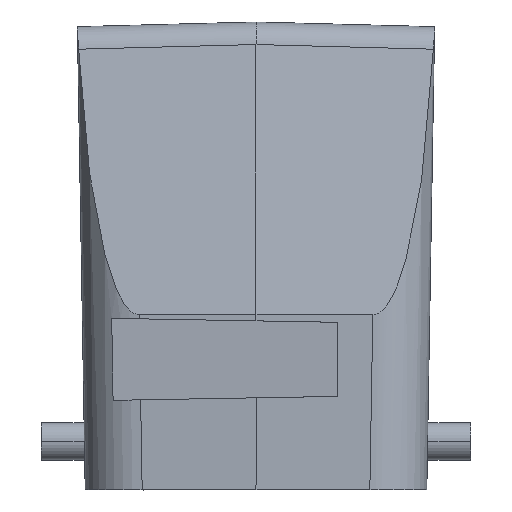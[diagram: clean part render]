
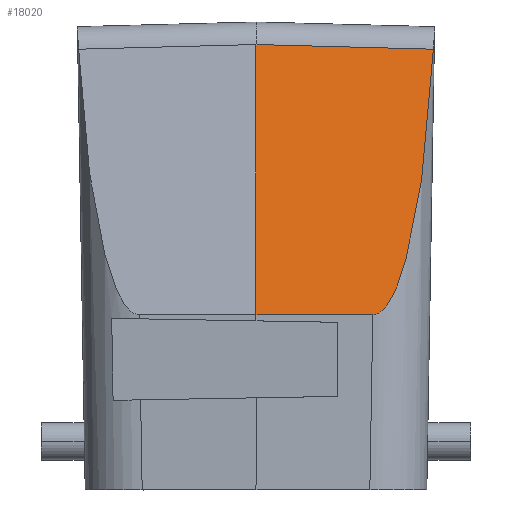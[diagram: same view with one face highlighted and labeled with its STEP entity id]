
A CAD part, front view. The second image highlights one B-rep face of the part: STEP entity #18020.
In plain terms, the highlighted face is planar.
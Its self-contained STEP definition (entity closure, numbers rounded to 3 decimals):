
#11680=CARTESIAN_POINT('',(54.163,-53.466,
14.462));
#11690=VERTEX_POINT('',#11680);
#11740=CARTESIAN_POINT('',(54.163,-53.466,
14.462));
#11750=CARTESIAN_POINT('',(54.161,-53.465,
14.549));
#11760=CARTESIAN_POINT('',(54.153,-53.483,
14.726));
#11770=CARTESIAN_POINT('',(54.124,-53.591,
15.089));
#11780=CARTESIAN_POINT('',(54.073,-53.824,
15.469));
#11790=CARTESIAN_POINT('',(54.001,-54.176,
15.851));
#11800=CARTESIAN_POINT('',(53.923,-54.566,
16.183));
#11810=CARTESIAN_POINT('',(53.832,-55.036,
16.511));
#11820=CARTESIAN_POINT('',(53.709,-55.674,
16.888));
#11830=CARTESIAN_POINT('',(53.505,-56.751,
17.418));
#11840=CARTESIAN_POINT('',(53.199,-58.391,
18.053));
#11850=CARTESIAN_POINT('',(52.793,-60.594,
18.729));
#11860=CARTESIAN_POINT('',(52.382,-62.841,
19.288));
#11870=CARTESIAN_POINT('',(51.847,-65.779,
19.911));
#11880=CARTESIAN_POINT('',(51.181,-69.458,
20.547));
#11890=CARTESIAN_POINT('',(50.379,-73.92,
21.144));
#11900=CARTESIAN_POINT('',(49.293,-79.985,
21.775));
#11910=CARTESIAN_POINT('',(48.495,-84.461,
22.079));
#11920=CARTESIAN_POINT('',(47.953,-87.513,
22.226));
#11930=B_SPLINE_CURVE_WITH_KNOTS('',3,(#11740,#11750,#11760,#11770,
#11780,#11790,#11800,#11810,#11820,#11830,#11840,#11850,#11860,#11870,
#11880,#11890,#11900,#11910,#11920),.UNSPECIFIED.,.F.,.F.,(4,1,1,1,1,1,1
,1,1,1,1,1,1,1,1,1,4),(0.,0.007,0.015,
0.031,0.044,0.058,0.074,
0.091,0.12,0.174,0.238,
0.312,0.368,0.49,0.625,
0.744,1.),.UNSPECIFIED.);
#11940=CARTESIAN_POINT('',(47.953,-87.513,
22.226));
#11950=VERTEX_POINT('',#11940);
#11960=EDGE_CURVE('',#11690,#11950,#11930,.T.);
#17720=CARTESIAN_POINT('',(54.107,-52.526,
22.797));
#17730=DIRECTION('',(0.984,-0.174,
0.026));
#17740=DIRECTION('',(-0.174,-0.985,
0.));
#17750=AXIS2_PLACEMENT_3D('',#17720,#17730,#17740);
#17760=PLANE('',#17750);
#17770=CARTESIAN_POINT('',(48.453,-88.109,
-0.512));
#17780=DIRECTION('',(-0.022,0.026,
0.999));
#17790=VECTOR('',#17780,1.);
#17800=LINE('',#17770,#17790);
#17810=CARTESIAN_POINT('',(48.453,-88.109,
-0.512));
#17820=VERTEX_POINT('',#17810);
#17830=EDGE_CURVE('',#17820,#11950,#17800,.T.);
#17840=ORIENTED_EDGE('',*,*,#17830,.F.);
#17850=ORIENTED_EDGE('',*,*,#11960,.T.);
#17860=CARTESIAN_POINT('',(66.941,-54.584,
-473.511));
#17870=DIRECTION('',(-0.026,0.002,
1.));
#17880=VECTOR('',#17870,1.);
#17890=LINE('',#17860,#17880);
#17900=CARTESIAN_POINT('',(54.555,-53.5,
-0.512));
#17910=VERTEX_POINT('',#17900);
#17920=EDGE_CURVE('',#17910,#11690,#17890,.T.);
#17930=ORIENTED_EDGE('',*,*,#17920,.T.);
#17940=CARTESIAN_POINT('',(19.295,-253.469,
-0.512));
#17950=DIRECTION('',(-0.174,-0.985,
0.));
#17960=VECTOR('',#17950,1.);
#17970=LINE('',#17940,#17960);
#17980=EDGE_CURVE('',#17910,#17820,#17970,.T.);
#17990=ORIENTED_EDGE('',*,*,#17980,.F.);
#18000=EDGE_LOOP('',(#17990,#17930,#17850,#17840));
#18010=FACE_OUTER_BOUND('',#18000,.T.);
#18020=ADVANCED_FACE('',(#18010),#17760,.T.);
